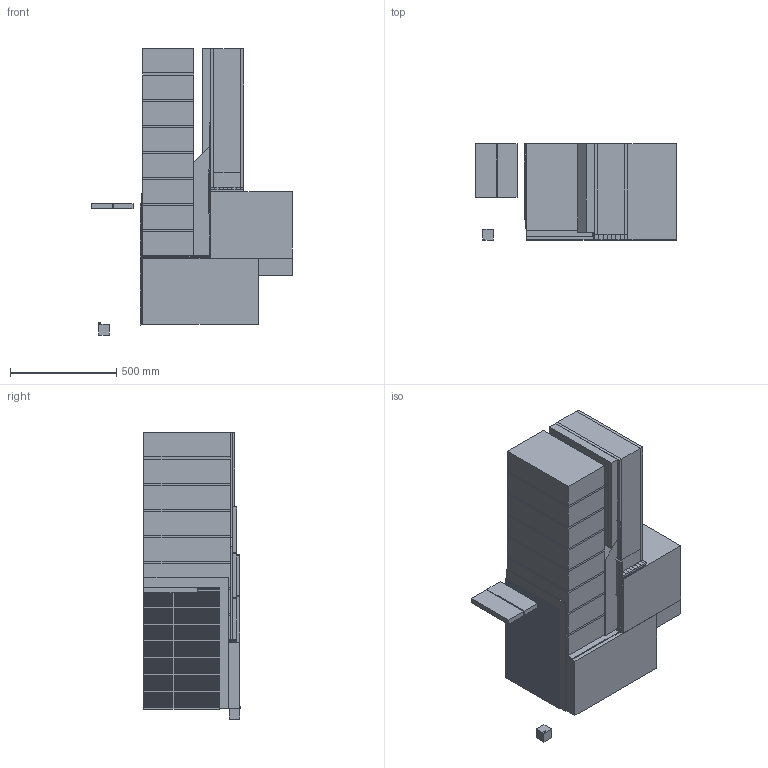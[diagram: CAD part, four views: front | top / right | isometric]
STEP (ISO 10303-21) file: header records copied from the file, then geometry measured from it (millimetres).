
FILE_DESCRIPTION(('STEP AP214'),'1');
FILE_NAME('20.03.18 CAD 2020 - Sockel -Holzrahmenbau -Verblendmauerwerk - nicht unterkellert-.STP','2020-03-25T17:30:38',(' '),(' '),'Spatial InterOp 3D',' ',' ');
FILE_SCHEMA(('automotive_design'));
Length unit declared in the file: millimetre
Products named in the file (159): 3D WÜRFEL; Quader; 71
Bounding box: 945 x 452.26 x 1346.5 mm (x, y, z)
Volume: 305825604.7 mm3; surface area: 12216381.1 mm2
Topology: 159 solids, 159 shells, 982 faces, 1989 edges, 1325 vertices
Faces by surface type: plane 978, cylinder 4
Entity records: 36596 total; most frequent: CARTESIAN_POINT 4455, DIRECTION 4279, ORIENTED_EDGE 3978, EDGE_CURVE 1989, LINE 1981, VECTOR 1981, VERTEX_POINT 1325, AXIS2_PLACEMENT_3D 1149
